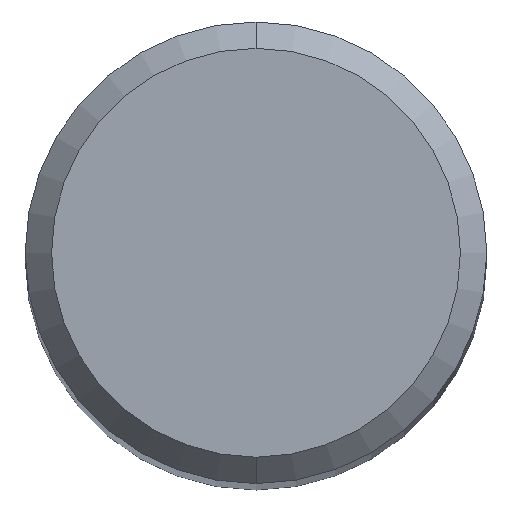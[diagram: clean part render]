
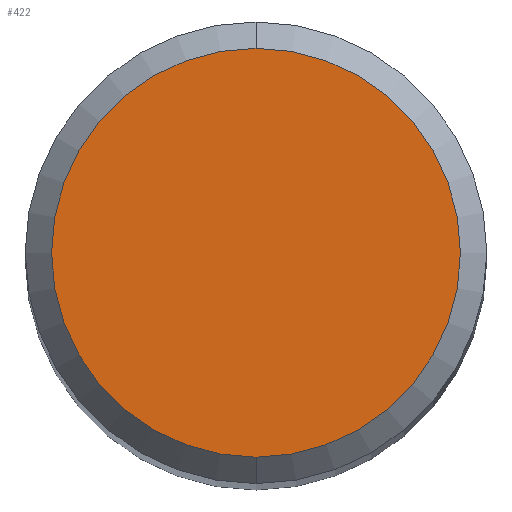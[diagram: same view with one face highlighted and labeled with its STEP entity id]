
A CAD part, top view. The second image highlights one B-rep face of the part: STEP entity #422.
In plain terms, the highlighted planar face has unit normal (0, 0, 1).
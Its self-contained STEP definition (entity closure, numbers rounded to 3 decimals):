
#198=EDGE_CURVE('',#388,#326,#501,.T.);
#302=EDGE_CURVE('',#326,#388,#617,.T.);
#326=VERTEX_POINT('',#641);
#388=VERTEX_POINT('',#711);
#422=ADVANCED_FACE('',(#749),#750,.T.);
#501=CIRCLE('',#846,3.1);
#617=CIRCLE('',#1037,3.1);
#641=CARTESIAN_POINT('',(0.,-3.1,0.0));
#711=CARTESIAN_POINT('',(0.0,3.1,0.0));
#749=FACE_OUTER_BOUND('',#1301,.T.);
#750=PLANE('',#1302);
#846=AXIS2_PLACEMENT_3D('',#1444,#1445,#1446);
#1037=AXIS2_PLACEMENT_3D('',#1601,#1602,#1603);
#1301=EDGE_LOOP('',(#1727,#1728));
#1302=AXIS2_PLACEMENT_3D('',#1729,#1730,#1731);
#1444=CARTESIAN_POINT('',(0.0,0.0,0.0));
#1445=DIRECTION('',(0.0,0.0,-1.0));
#1446=DIRECTION('',(0.0,1.0,0.0));
#1601=CARTESIAN_POINT('',(0.0,0.0,0.0));
#1602=DIRECTION('',(0.0,0.0,-1.0));
#1603=DIRECTION('',(0.0,1.0,0.0));
#1727=ORIENTED_EDGE('',*,*,#198,.F.);
#1728=ORIENTED_EDGE('',*,*,#302,.F.);
#1729=CARTESIAN_POINT('',(0.0,1.55,0.0));
#1730=DIRECTION('',(-0.0,0.0,1.0));
#1731=DIRECTION('',(0.0,-1.0,0.0));
